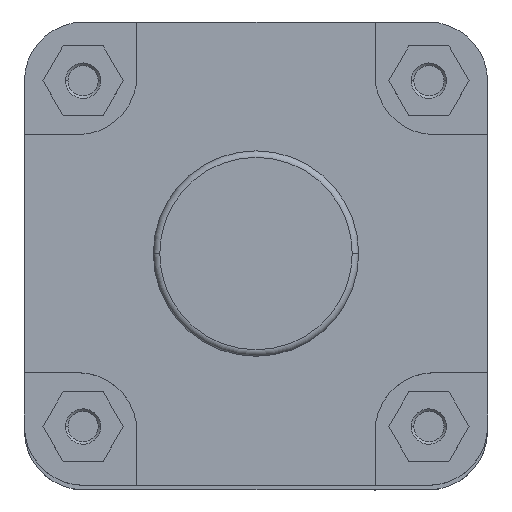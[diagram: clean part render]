
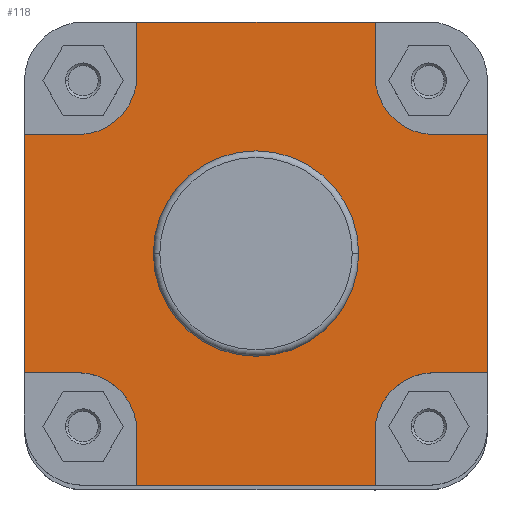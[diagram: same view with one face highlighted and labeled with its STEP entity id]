
A CAD part, top view. The second image highlights one B-rep face of the part: STEP entity #118.
In plain terms, the highlighted planar face has unit normal (0, 0, 1).
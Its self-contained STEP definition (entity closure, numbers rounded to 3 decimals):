
#118 = ADVANCED_FACE ( 'NONE', ( #6437, #6467 ), #4640, .F. ) ;
#357 = AXIS2_PLACEMENT_3D ( 'NONE', #4639, #4641, #4642 ) ;
#600 = AXIS2_PLACEMENT_3D ( 'NONE', #1886, #1892, #1893 ) ;
#657 = AXIS2_PLACEMENT_3D ( 'NONE', #3015, #3026, #3027 ) ;
#658 = AXIS2_PLACEMENT_3D ( 'NONE', #3035, #3052, #3053 ) ;
#659 = AXIS2_PLACEMENT_3D ( 'NONE', #3022, #3031, #3032 ) ;
#661 = AXIS2_PLACEMENT_3D ( 'NONE', #3030, #3049, #3050 ) ;
#663 = AXIS2_PLACEMENT_3D ( 'NONE', #3048, #3057, #3058 ) ;
#1494 = CARTESIAN_POINT ( 'NONE',  ( 69.25, 46.25, -10. ) ) ;
#1495 = CARTESIAN_POINT ( 'NONE',  ( -46.25, -69.25, -10. ) ) ;
#1496 = CARTESIAN_POINT ( 'NONE',  ( 46.25, 69.25, -10. ) ) ;
#1497 = CARTESIAN_POINT ( 'NONE',  ( -46.25, -90., -10. ) ) ;
#1498 = CARTESIAN_POINT ( 'NONE',  ( -46.25, 90., -10. ) ) ;
#1499 = CARTESIAN_POINT ( 'NONE',  ( 46.25, -90., -10. ) ) ;
#1500 = CARTESIAN_POINT ( 'NONE',  ( 46.25, 90., -10. ) ) ;
#1501 = CARTESIAN_POINT ( 'NONE',  ( 90., 46.25, -10. ) ) ;
#1502 = CARTESIAN_POINT ( 'NONE',  ( -69.25, 46.25, -10. ) ) ;
#1503 = CARTESIAN_POINT ( 'NONE',  ( -46.25, 69.25, -10. ) ) ;
#1504 = CARTESIAN_POINT ( 'NONE',  ( 46.25, -69.25, -10. ) ) ;
#1505 = CARTESIAN_POINT ( 'NONE',  ( 69.25, -46.25, -10. ) ) ;
#1506 = CARTESIAN_POINT ( 'NONE',  ( 90., -46.25, -10. ) ) ;
#1556 = CARTESIAN_POINT ( 'NONE',  ( 39.9, 0., -10. ) ) ;
#1621 = CARTESIAN_POINT ( 'NONE',  ( -90., 46.25, -10. ) ) ;
#1627 = CARTESIAN_POINT ( 'NONE',  ( -90., -46.25, -10. ) ) ;
#1642 = CARTESIAN_POINT ( 'NONE',  ( -39.9, 0., -10. ) ) ;
#1682 = CARTESIAN_POINT ( 'NONE',  ( -69.25, -46.25, -10. ) ) ;
#1886 = CARTESIAN_POINT ( 'NONE',  ( 0., 0., -10. ) ) ;
#1892 = DIRECTION ( 'NONE',  ( 0., 0., 1. ) ) ;
#1893 = DIRECTION ( 'NONE',  ( 1., 0., 0. ) ) ;
#2492 = CIRCLE ( 'NONE', #600, 39.9 ) ;
#2663 = VECTOR ( 'NONE', #3019, 1000. ) ;
#2667 = LINE ( 'NONE', #3001, #2671 ) ;
#2671 = VECTOR ( 'NONE', #3010, 1000. ) ;
#2672 = LINE ( 'NONE', #3018, #2663 ) ;
#2673 = LINE ( 'NONE', #3012, #2674 ) ;
#2674 = VECTOR ( 'NONE', #3013, 1000. ) ;
#2678 = LINE ( 'NONE', #3020, #2679 ) ;
#2679 = VECTOR ( 'NONE', #3021, 1000. ) ;
#2680 = LINE ( 'NONE', #3033, #2683 ) ;
#2683 = VECTOR ( 'NONE', #3034, 1000. ) ;
#2684 = CIRCLE ( 'NONE', #657, 23. ) ;
#2686 = CIRCLE ( 'NONE', #659, 23. ) ;
#2688 = LINE ( 'NONE', #3062, #2703 ) ;
#2690 = LINE ( 'NONE', #3040, #2691 ) ;
#2691 = VECTOR ( 'NONE', #3041, 1000. ) ;
#2692 = LINE ( 'NONE', #3042, #2693 ) ;
#2693 = VECTOR ( 'NONE', #3043, 1000. ) ;
#2694 = LINE ( 'NONE', #3044, #2695 ) ;
#2695 = VECTOR ( 'NONE', #3045, 1000. ) ;
#2696 = LINE ( 'NONE', #3046, #2697 ) ;
#2697 = VECTOR ( 'NONE', #3047, 1000. ) ;
#2699 = CIRCLE ( 'NONE', #661, 23. ) ;
#2701 = CIRCLE ( 'NONE', #658, 39.9 ) ;
#2703 = VECTOR ( 'NONE', #3063, 1000. ) ;
#2704 = CIRCLE ( 'NONE', #663, 23. ) ;
#2707 = LINE ( 'NONE', #3059, #2711 ) ;
#2709 = LINE ( 'NONE', #3069, #2710 ) ;
#2710 = VECTOR ( 'NONE', #3070, 1000. ) ;
#2711 = VECTOR ( 'NONE', #3072, 1000. ) ;
#3001 = CARTESIAN_POINT ( 'NONE',  ( -90., -46.25, -10. ) ) ;
#3010 = DIRECTION ( 'NONE',  ( -1., 0., 0. ) ) ;
#3012 = CARTESIAN_POINT ( 'NONE',  ( -90., -198.141, -10. ) ) ;
#3013 = DIRECTION ( 'NONE',  ( 0., -1., 0. ) ) ;
#3015 = CARTESIAN_POINT ( 'NONE',  ( -69.25, 69.25, -10. ) ) ;
#3018 = CARTESIAN_POINT ( 'NONE',  ( 69.25, -46.25, -10. ) ) ;
#3019 = DIRECTION ( 'NONE',  ( -1., 0., 0. ) ) ;
#3020 = CARTESIAN_POINT ( 'NONE',  ( 90., -198.141, -10. ) ) ;
#3021 = DIRECTION ( 'NONE',  ( 0., -1., 0. ) ) ;
#3022 = CARTESIAN_POINT ( 'NONE',  ( 69.25, 69.25, -10. ) ) ;
#3026 = DIRECTION ( 'NONE',  ( 0., 0., 1. ) ) ;
#3027 = DIRECTION ( 'NONE',  ( -1., 0., 0. ) ) ;
#3030 = CARTESIAN_POINT ( 'NONE',  ( -69.25, -69.25, -10. ) ) ;
#3031 = DIRECTION ( 'NONE',  ( 0., 0., 1. ) ) ;
#3032 = DIRECTION ( 'NONE',  ( -1., 0., 0. ) ) ;
#3033 = CARTESIAN_POINT ( 'NONE',  ( 0., -90., -10. ) ) ;
#3034 = DIRECTION ( 'NONE',  ( 1., 0., 0. ) ) ;
#3035 = CARTESIAN_POINT ( 'NONE',  ( 0., 0., -10. ) ) ;
#3040 = CARTESIAN_POINT ( 'NONE',  ( -46.25, -69.25, -10. ) ) ;
#3041 = DIRECTION ( 'NONE',  ( 0., 1., 0. ) ) ;
#3042 = CARTESIAN_POINT ( 'NONE',  ( 0., 90., -10. ) ) ;
#3043 = DIRECTION ( 'NONE',  ( 1., 0., 0. ) ) ;
#3044 = CARTESIAN_POINT ( 'NONE',  ( -69.25, 46.25, -10. ) ) ;
#3045 = DIRECTION ( 'NONE',  ( 1., 0., 0. ) ) ;
#3046 = CARTESIAN_POINT ( 'NONE',  ( 46.25, -90., -10. ) ) ;
#3047 = DIRECTION ( 'NONE',  ( 0., -1., 0. ) ) ;
#3048 = CARTESIAN_POINT ( 'NONE',  ( 69.25, -69.25, -10. ) ) ;
#3049 = DIRECTION ( 'NONE',  ( 0., 0., 1. ) ) ;
#3050 = DIRECTION ( 'NONE',  ( -1., 0., 0. ) ) ;
#3052 = DIRECTION ( 'NONE',  ( 0., 0., 1. ) ) ;
#3053 = DIRECTION ( 'NONE',  ( 1., 0., 0. ) ) ;
#3057 = DIRECTION ( 'NONE',  ( 0., 0., 1. ) ) ;
#3058 = DIRECTION ( 'NONE',  ( -1., 0., 0. ) ) ;
#3059 = CARTESIAN_POINT ( 'NONE',  ( 90., 46.25, -10. ) ) ;
#3062 = CARTESIAN_POINT ( 'NONE',  ( -46.25, 90., -10. ) ) ;
#3063 = DIRECTION ( 'NONE',  ( 0., 1., 0. ) ) ;
#3069 = CARTESIAN_POINT ( 'NONE',  ( 46.25, 69.25, -10. ) ) ;
#3070 = DIRECTION ( 'NONE',  ( 0., -1., 0. ) ) ;
#3072 = DIRECTION ( 'NONE',  ( 1., 0., 0. ) ) ;
#3855 = VERTEX_POINT ( 'NONE', #1494 ) ;
#3856 = VERTEX_POINT ( 'NONE', #1495 ) ;
#3857 = VERTEX_POINT ( 'NONE', #1496 ) ;
#3858 = VERTEX_POINT ( 'NONE', #1497 ) ;
#3859 = VERTEX_POINT ( 'NONE', #1498 ) ;
#3860 = VERTEX_POINT ( 'NONE', #1499 ) ;
#3861 = VERTEX_POINT ( 'NONE', #1500 ) ;
#3862 = VERTEX_POINT ( 'NONE', #1501 ) ;
#3863 = VERTEX_POINT ( 'NONE', #1502 ) ;
#3864 = VERTEX_POINT ( 'NONE', #1503 ) ;
#3865 = VERTEX_POINT ( 'NONE', #1504 ) ;
#3866 = VERTEX_POINT ( 'NONE', #1505 ) ;
#3867 = VERTEX_POINT ( 'NONE', #1506 ) ;
#3917 = VERTEX_POINT ( 'NONE', #1556 ) ;
#3982 = VERTEX_POINT ( 'NONE', #1621 ) ;
#3988 = VERTEX_POINT ( 'NONE', #1627 ) ;
#4003 = VERTEX_POINT ( 'NONE', #1642 ) ;
#4043 = VERTEX_POINT ( 'NONE', #1682 ) ;
#4639 = CARTESIAN_POINT ( 'NONE',  ( 0., 39.9, -10. ) ) ;
#4640 = PLANE ( 'NONE',  #357 ) ;
#4641 = DIRECTION ( 'NONE',  ( 0., 0., -1. ) ) ;
#4642 = DIRECTION ( 'NONE',  ( -1., 0., 0. ) ) ;
#5252 = EDGE_LOOP ( 'NONE', ( #5505, #5504 ) ) ;
#5327 = EDGE_LOOP ( 'NONE', ( #5503, #5502, #5501, #5500, #5499, #5498, #5497, #5496, #5495, #5494, #5493, #5492, #5491, #5490, #5489, #5488 ) ) ;
#5488 = ORIENTED_EDGE ( 'NONE', *, *, #7179, .F. ) ;
#5489 = ORIENTED_EDGE ( 'NONE', *, *, #7171, .F. ) ;
#5490 = ORIENTED_EDGE ( 'NONE', *, *, #7186, .F. ) ;
#5491 = ORIENTED_EDGE ( 'NONE', *, *, #7178, .F. ) ;
#5492 = ORIENTED_EDGE ( 'NONE', *, *, #7189, .F. ) ;
#5493 = ORIENTED_EDGE ( 'NONE', *, *, #7173, .F. ) ;
#5494 = ORIENTED_EDGE ( 'NONE', *, *, #7190, .F. ) ;
#5495 = ORIENTED_EDGE ( 'NONE', *, *, #7169, .F. ) ;
#5496 = ORIENTED_EDGE ( 'NONE', *, *, #7168, .F. ) ;
#5497 = ORIENTED_EDGE ( 'NONE', *, *, #7184, .F. ) ;
#5498 = ORIENTED_EDGE ( 'NONE', *, *, #7180, .F. ) ;
#5499 = ORIENTED_EDGE ( 'NONE', *, *, #7174, .T. ) ;
#5500 = ORIENTED_EDGE ( 'NONE', *, *, #7177, .F. ) ;
#5501 = ORIENTED_EDGE ( 'NONE', *, *, #7181, .F. ) ;
#5502 = ORIENTED_EDGE ( 'NONE', *, *, #7165, .F. ) ;
#5503 = ORIENTED_EDGE ( 'NONE', *, *, #7166, .T. ) ;
#5504 = ORIENTED_EDGE ( 'NONE', *, *, #7182, .F. ) ;
#5505 = ORIENTED_EDGE ( 'NONE', *, *, #7048, .F. ) ;
#6437 = FACE_BOUND ( 'NONE', #5252, .T. ) ;
#6467 = FACE_OUTER_BOUND ( 'NONE', #5327, .T. ) ;
#7048 = EDGE_CURVE ( 'NONE', #3917, #4003, #2492, .T. ) ;
#7165 = EDGE_CURVE ( 'NONE', #4043, #3988, #2667, .T. ) ;
#7166 = EDGE_CURVE ( 'NONE', #3982, #3988, #2673, .T. ) ;
#7168 = EDGE_CURVE ( 'NONE', #3867, #3866, #2672, .T. ) ;
#7169 = EDGE_CURVE ( 'NONE', #3862, #3867, #2678, .T. ) ;
#7171 = EDGE_CURVE ( 'NONE', #3863, #3864, #2684, .T. ) ;
#7173 = EDGE_CURVE ( 'NONE', #3857, #3855, #2686, .T. ) ;
#7174 = EDGE_CURVE ( 'NONE', #3858, #3860, #2680, .T. ) ;
#7177 = EDGE_CURVE ( 'NONE', #3858, #3856, #2690, .T. ) ;
#7178 = EDGE_CURVE ( 'NONE', #3859, #3861, #2692, .T. ) ;
#7179 = EDGE_CURVE ( 'NONE', #3982, #3863, #2694, .T. ) ;
#7180 = EDGE_CURVE ( 'NONE', #3865, #3860, #2696, .T. ) ;
#7181 = EDGE_CURVE ( 'NONE', #3856, #4043, #2699, .T. ) ;
#7182 = EDGE_CURVE ( 'NONE', #4003, #3917, #2701, .T. ) ;
#7184 = EDGE_CURVE ( 'NONE', #3866, #3865, #2704, .T. ) ;
#7186 = EDGE_CURVE ( 'NONE', #3864, #3859, #2688, .T. ) ;
#7189 = EDGE_CURVE ( 'NONE', #3861, #3857, #2709, .T. ) ;
#7190 = EDGE_CURVE ( 'NONE', #3855, #3862, #2707, .T. ) ;
